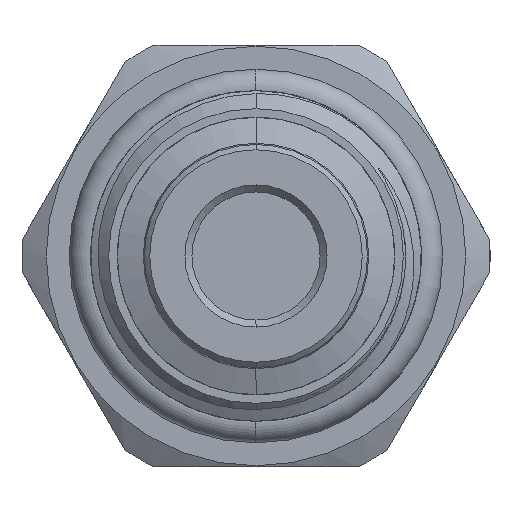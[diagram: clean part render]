
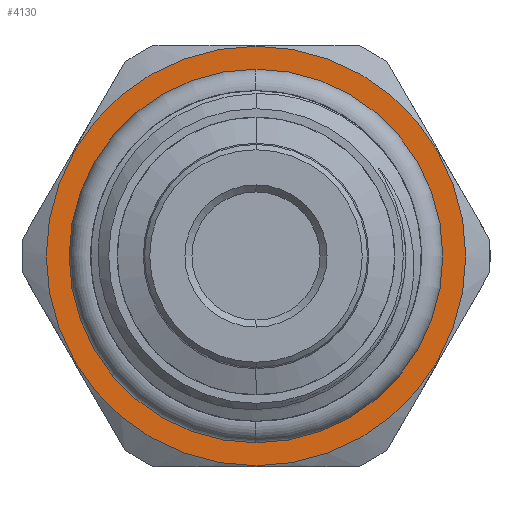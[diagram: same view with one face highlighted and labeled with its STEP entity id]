
A CAD part, left-side view. The second image highlights one B-rep face of the part: STEP entity #4130.
In plain terms, the highlighted planar face has unit normal (-1, 0, 0).
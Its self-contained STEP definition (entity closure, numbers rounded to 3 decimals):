
#4130 = ADVANCED_FACE ( 'NONE', ( #10961, #10966 ), #12702, .T. ) ;
#4257 = VERTEX_POINT ( 'NONE', #12911 ) ;
#4266 = VERTEX_POINT ( 'NONE', #12570 ) ;
#4267 = VERTEX_POINT ( 'NONE', #12574 ) ;
#4283 = ORIENTED_EDGE ( 'NONE', *, *, #15043, .T. ) ;
#4284 = ORIENTED_EDGE ( 'NONE', *, *, #15042, .T. ) ;
#4288 = ORIENTED_EDGE ( 'NONE', *, *, #15224, .T. ) ;
#10961 = FACE_BOUND ( 'NONE', #17354, .T. ) ;
#10966 = FACE_OUTER_BOUND ( 'NONE', #14316, .T. ) ;
#11312 = AXIS2_PLACEMENT_3D ( 'NONE', #18578, #18597, #18570 ) ;
#11313 = AXIS2_PLACEMENT_3D ( 'NONE', #18602, #18600, #18586 ) ;
#11370 = AXIS2_PLACEMENT_3D ( 'NONE', #16690, #16314, #16254 ) ;
#11377 = AXIS2_PLACEMENT_3D ( 'NONE', #16320, #16309, #16537 ) ;
#11444 = CIRCLE ( 'NONE', #11312, 8.895 ) ;
#11445 = CIRCLE ( 'NONE', #11313, 11.95 ) ;
#11635 = CIRCLE ( 'NONE', #11370, 8.895 ) ;
#11655 = CIRCLE ( 'NONE', #11377, 11.95 ) ;
#12570 = CARTESIAN_POINT ( 'NONE',  ( -3.365, 0., 8.895 ) ) ;
#12574 = CARTESIAN_POINT ( 'NONE',  ( -3.365, 0., -8.895 ) ) ;
#12702 = PLANE ( 'NONE',  #17986 ) ;
#12775 = CARTESIAN_POINT ( 'NONE',  ( -3.365, 11.95, 0. ) ) ;
#12777 = DIRECTION ( 'NONE',  ( -1., 0., 0. ) ) ;
#12779 = DIRECTION ( 'NONE',  ( 0., 0., 1. ) ) ;
#12911 = CARTESIAN_POINT ( 'NONE',  ( -3.365, 0., -11.95 ) ) ;
#14293 = VERTEX_POINT ( 'NONE', #17901 ) ;
#14316 = EDGE_LOOP ( 'NONE', ( #16755, #4283 ) ) ;
#15042 = EDGE_CURVE ( 'NONE', #4267, #4266, #11444, .T. ) ;
#15043 = EDGE_CURVE ( 'NONE', #4257, #14293, #11445, .T. ) ;
#15224 = EDGE_CURVE ( 'NONE', #4266, #4267, #11635, .T. ) ;
#15237 = EDGE_CURVE ( 'NONE', #14293, #4257, #11655, .T. ) ;
#16254 = DIRECTION ( 'NONE',  ( 0., 0., 1. ) ) ;
#16309 = DIRECTION ( 'NONE',  ( -1., 0., 0. ) ) ;
#16314 = DIRECTION ( 'NONE',  ( 1., 0., 0. ) ) ;
#16320 = CARTESIAN_POINT ( 'NONE',  ( -3.365, 0., 0. ) ) ;
#16537 = DIRECTION ( 'NONE',  ( 0., 0., 1. ) ) ;
#16690 = CARTESIAN_POINT ( 'NONE',  ( -3.365, 0., 0. ) ) ;
#16755 = ORIENTED_EDGE ( 'NONE', *, *, #15237, .T. ) ;
#17354 = EDGE_LOOP ( 'NONE', ( #4288, #4284 ) ) ;
#17901 = CARTESIAN_POINT ( 'NONE',  ( -3.365, 0., 11.95 ) ) ;
#17986 = AXIS2_PLACEMENT_3D ( 'NONE', #12775, #12777, #12779 ) ;
#18570 = DIRECTION ( 'NONE',  ( 0., 0., 1. ) ) ;
#18578 = CARTESIAN_POINT ( 'NONE',  ( -3.365, 0., 0. ) ) ;
#18586 = DIRECTION ( 'NONE',  ( 0., 0., 1. ) ) ;
#18597 = DIRECTION ( 'NONE',  ( 1., 0., 0. ) ) ;
#18600 = DIRECTION ( 'NONE',  ( -1., 0., 0. ) ) ;
#18602 = CARTESIAN_POINT ( 'NONE',  ( -3.365, 0., 0. ) ) ;
